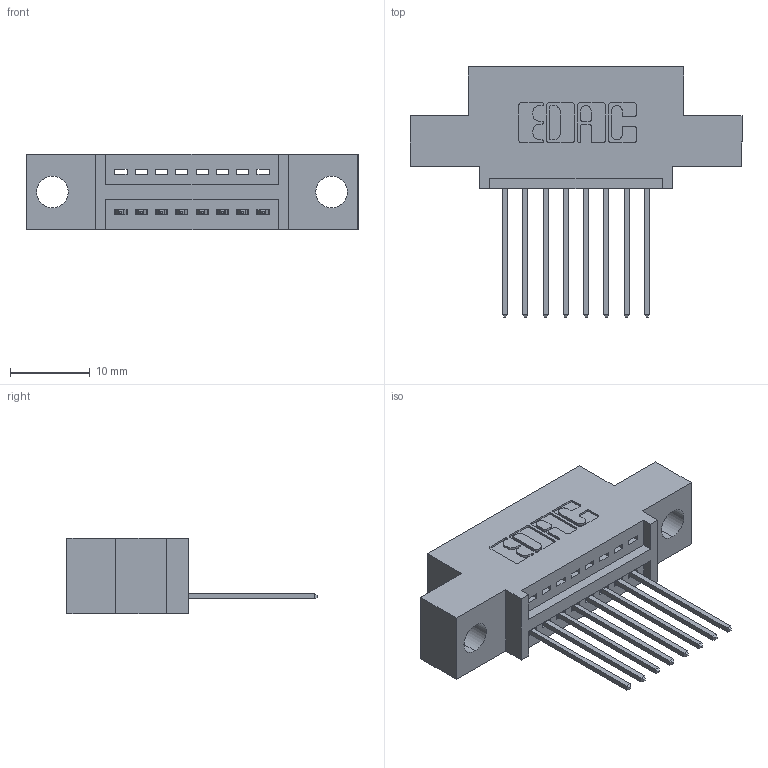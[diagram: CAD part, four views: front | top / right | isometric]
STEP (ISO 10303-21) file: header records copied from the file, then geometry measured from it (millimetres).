
FILE_DESCRIPTION (( 'STEP AP203' ), '1' );
FILE_NAME ('395-008-542-404.STEP', '2021-05-31T14:11:54', ( '' ), ( '' ), 'SwSTEP 2.0', 'SolidWorks 2020', '' );
FILE_SCHEMA (( 'CONFIG_CONTROL_DESIGN' ));
Length unit declared in the file: inch
Products named in the file (3): 345 Part_0.110 Offset - 0.156 Dia-TI; 395-008-542-404; 345-292-001_345-293-142
Assembly tree (9 placements, depth 2):
  395-008-542-404
    345 Part_0.110 Offset - 0.156 Dia-TI
    345-292-001_345-293-142  x8
Bounding box: 41.53 x 31.29 x 9.4 mm (x, y, z)
Volume: 3504.4 mm3; surface area: 4231.9 mm2
Topology: 9 solids, 9 shells, 608 faces, 1797 edges, 1186 vertices
Faces by surface type: plane 418, cylinder 190
Entity records: 11167 total; most frequent: CARTESIAN_POINT 1946, ORIENTED_EDGE 1886, DIRECTION 1747, EDGE_CURVE 943, VECTOR 779, LINE 779, VERTEX_POINT 626, AXIS2_PLACEMENT_3D 484
